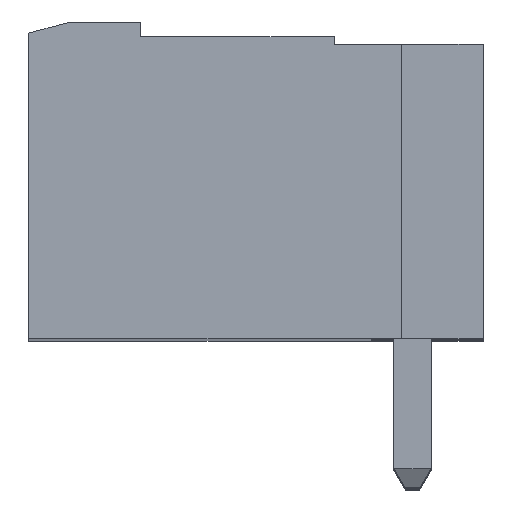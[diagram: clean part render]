
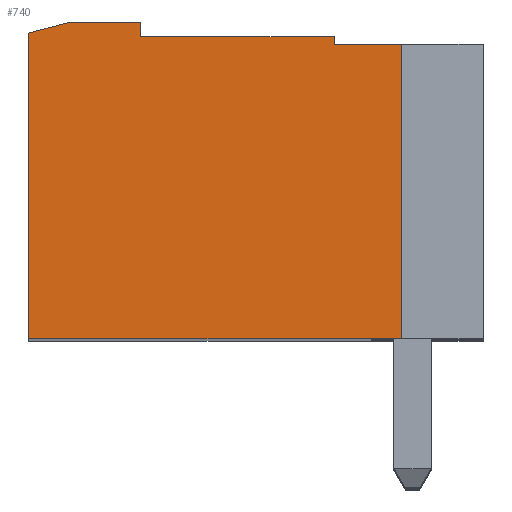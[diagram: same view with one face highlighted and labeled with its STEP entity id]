
A CAD part, top view. The second image highlights one B-rep face of the part: STEP entity #740.
In plain terms, the highlighted planar face has unit normal (0, 0, 1).
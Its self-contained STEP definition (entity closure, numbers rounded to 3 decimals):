
#740 = ADVANCED_FACE( '', ( #1646 ), #1647, .T. );
#1646 = FACE_OUTER_BOUND( '', #2718, .T. );
#1647 = PLANE( '', #2719 );
#2718 = EDGE_LOOP( '', ( #4943, #4944, #4945, #4946, #4947, #4948, #4949, #4950, #4951 ) );
#2719 = AXIS2_PLACEMENT_3D( '', #4952, #4953, #4954 );
#4943 = ORIENTED_EDGE( '', *, *, #7216, .T. );
#4944 = ORIENTED_EDGE( '', *, *, #6992, .F. );
#4945 = ORIENTED_EDGE( '', *, *, #7217, .F. );
#4946 = ORIENTED_EDGE( '', *, *, #7031, .F. );
#4947 = ORIENTED_EDGE( '', *, *, #7218, .F. );
#4948 = ORIENTED_EDGE( '', *, *, #7219, .F. );
#4949 = ORIENTED_EDGE( '', *, *, #6520, .F. );
#4950 = ORIENTED_EDGE( '', *, *, #6416, .F. );
#4951 = ORIENTED_EDGE( '', *, *, #6634, .F. );
#4952 = CARTESIAN_POINT( '', ( 204.225, 224.11, 41.64 ) );
#4953 = DIRECTION( '', ( 0., 0., 1. ) );
#4954 = DIRECTION( '', ( 1., 0., 0. ) );
#6416 = EDGE_CURVE( '', #7706, #7708, #7709, .T. );
#6520 = EDGE_CURVE( '', #7708, #7888, #7892, .T. );
#6634 = EDGE_CURVE( '', #8094, #7706, #8096, .T. );
#6992 = EDGE_CURVE( '', #8644, #8646, #8647, .T. );
#7031 = EDGE_CURVE( '', #8703, #8701, #8705, .T. );
#7216 = EDGE_CURVE( '', #8094, #8646, #8954, .T. );
#7217 = EDGE_CURVE( '', #8701, #8644, #8955, .T. );
#7218 = EDGE_CURVE( '', #8956, #8703, #8957, .T. );
#7219 = EDGE_CURVE( '', #7888, #8956, #8958, .T. );
#7706 = VERTEX_POINT( '', #9564 );
#7708 = VERTEX_POINT( '', #9567 );
#7709 = LINE( '', #9568, #9569 );
#7888 = VERTEX_POINT( '', #9829 );
#7892 = LINE( '', #9835, #9836 );
#8094 = VERTEX_POINT( '', #10138 );
#8096 = LINE( '', #10141, #10142 );
#8644 = VERTEX_POINT( '', #10965 );
#8646 = VERTEX_POINT( '', #10968 );
#8647 = LINE( '', #10969, #10970 );
#8701 = VERTEX_POINT( '', #11057 );
#8703 = VERTEX_POINT( '', #11060 );
#8705 = LINE( '', #11063, #11064 );
#8954 = LINE( '', #11430, #11431 );
#8955 = LINE( '', #11432, #11433 );
#8956 = VERTEX_POINT( '', #11434 );
#8957 = LINE( '', #11435, #11436 );
#8958 = LINE( '', #11437, #11438 );
#9564 = CARTESIAN_POINT( '', ( 194.225, 216.21, 41.64 ) );
#9567 = CARTESIAN_POINT( '', ( 194.225, 224.41, 41.64 ) );
#9568 = CARTESIAN_POINT( '', ( 194.225, 224.41, 41.64 ) );
#9569 = VECTOR( '', #12054, 1000. );
#9829 = CARTESIAN_POINT( '', ( 195.345, 224.71, 41.64 ) );
#9835 = CARTESIAN_POINT( '', ( 195.345, 224.71, 41.64 ) );
#9836 = VECTOR( '', #12153, 1000. );
#10138 = CARTESIAN_POINT( '', ( 204.225, 216.21, 41.64 ) );
#10141 = CARTESIAN_POINT( '', ( 194.225, 216.21, 41.64 ) );
#10142 = VECTOR( '', #12258, 1000. );
#10965 = CARTESIAN_POINT( '', ( 202.425, 224.11, 41.64 ) );
#10968 = CARTESIAN_POINT( '', ( 204.225, 224.11, 41.64 ) );
#10969 = CARTESIAN_POINT( '', ( 204.225, 224.11, 41.64 ) );
#10970 = VECTOR( '', #12544, 1000. );
#11057 = CARTESIAN_POINT( '', ( 202.425, 224.31, 41.64 ) );
#11060 = CARTESIAN_POINT( '', ( 197.225, 224.31, 41.64 ) );
#11063 = CARTESIAN_POINT( '', ( 202.425, 224.31, 41.64 ) );
#11064 = VECTOR( '', #12580, 1000. );
#11430 = CARTESIAN_POINT( '', ( 204.225, 224.11, 41.64 ) );
#11431 = VECTOR( '', #12734, 1000. );
#11432 = CARTESIAN_POINT( '', ( 202.425, 224.11, 41.64 ) );
#11433 = VECTOR( '', #12735, 1000. );
#11434 = CARTESIAN_POINT( '', ( 197.225, 224.71, 41.64 ) );
#11435 = CARTESIAN_POINT( '', ( 197.225, 224.31, 41.64 ) );
#11436 = VECTOR( '', #12736, 1000. );
#11437 = CARTESIAN_POINT( '', ( 197.225, 224.71, 41.64 ) );
#11438 = VECTOR( '', #12737, 1000. );
#12054 = DIRECTION( '', ( 0., 1., 0. ) );
#12153 = DIRECTION( '', ( 0.966, 0.259, 0. ) );
#12258 = DIRECTION( '', ( -1., 0., 0. ) );
#12544 = DIRECTION( '', ( 1., 0., 0. ) );
#12580 = DIRECTION( '', ( 1., 0., 0. ) );
#12734 = DIRECTION( '', ( 0., 1., 0. ) );
#12735 = DIRECTION( '', ( 0., -1., 0. ) );
#12736 = DIRECTION( '', ( 0., -1., 0. ) );
#12737 = DIRECTION( '', ( 1., 0., 0. ) );
